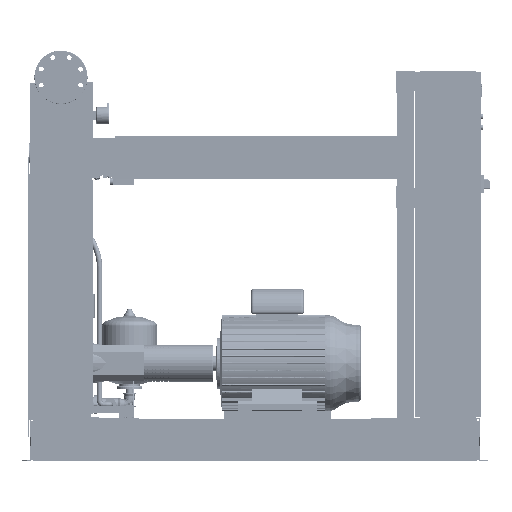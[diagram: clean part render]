
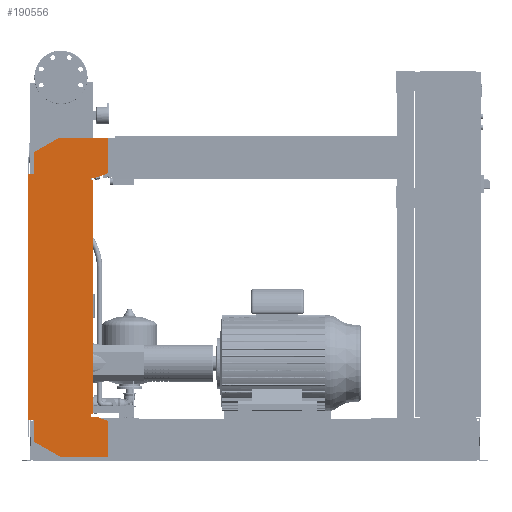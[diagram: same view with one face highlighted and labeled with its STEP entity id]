
A CAD part, front view. The second image highlights one B-rep face of the part: STEP entity #190556.
In plain terms, the highlighted free-form (B-spline) face has degree [1, 1] with [2, 2] control points.
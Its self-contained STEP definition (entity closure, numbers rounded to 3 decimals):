
#190041=CARTESIAN_POINT('',(-102.0,-565.5,1076.0));
#190042=VERTEX_POINT('',#190041);
#190049=CARTESIAN_POINT('',(-102.0,-565.5,1158.574));
#190050=VERTEX_POINT('',#190049);
#190051=CARTESIAN_POINT('',(-102.0,-565.5,1076.0));
#190052=DIRECTION('',(0.0,0.0,1.0));
#190053=VECTOR('',#190052,82.574);
#190054=LINE('',#190051,#190053);
#190055=EDGE_CURVE('',#190042,#190050,#190054,.T.);
#190073=CARTESIAN_POINT('',(-6.,-565.5,1214.0));
#190074=VERTEX_POINT('',#190073);
#190075=CARTESIAN_POINT('',(-102.0,-565.5,1158.574));
#190076=DIRECTION('',(0.866,0.0,0.5));
#190077=VECTOR('',#190076,110.851);
#190078=LINE('',#190075,#190077);
#190079=EDGE_CURVE('',#190050,#190074,#190078,.T.);
#190097=CARTESIAN_POINT('',(177.0,-565.5,1214.0));
#190098=VERTEX_POINT('',#190097);
#190099=CARTESIAN_POINT('',(-6.,-565.5,1214.0));
#190100=DIRECTION('',(1.0,0.0,0.0));
#190101=VECTOR('',#190100,183.0);
#190102=LINE('',#190099,#190101);
#190103=EDGE_CURVE('',#190074,#190098,#190102,.T.);
#190121=CARTESIAN_POINT('',(177.0,-565.5,1080.379));
#190122=VERTEX_POINT('',#190121);
#190123=CARTESIAN_POINT('',(177.0,-565.5,1214.0));
#190124=DIRECTION('',(0.0,0.0,-1.0));
#190125=VECTOR('',#190124,133.621);
#190126=LINE('',#190123,#190125);
#190127=EDGE_CURVE('',#190098,#190122,#190126,.T.);
#190145=CARTESIAN_POINT('',(132.,-565.5,1064.0));
#190146=VERTEX_POINT('',#190145);
#190147=CARTESIAN_POINT('',(177.0,-565.5,1080.379));
#190148=DIRECTION('',(-0.94,0.0,-0.342));
#190149=VECTOR('',#190148,47.888);
#190150=LINE('',#190147,#190149);
#190151=EDGE_CURVE('',#190122,#190146,#190150,.T.);
#190169=CARTESIAN_POINT('',(112.0,-565.5,1064.0));
#190170=VERTEX_POINT('',#190169);
#190171=CARTESIAN_POINT('',(132.,-565.5,1064.0));
#190172=DIRECTION('',(-1.0,0.0,0.0));
#190173=VECTOR('',#190172,20.);
#190174=LINE('',#190171,#190173);
#190175=EDGE_CURVE('',#190146,#190170,#190174,.T.);
#190193=CARTESIAN_POINT('',(112.0,-565.5,1056.0));
#190194=VERTEX_POINT('',#190193);
#190195=CARTESIAN_POINT('',(112.0,-565.5,1064.0));
#190196=DIRECTION('',(0.0,0.0,-1.0));
#190197=VECTOR('',#190196,8.0);
#190198=LINE('',#190195,#190197);
#190199=EDGE_CURVE('',#190170,#190194,#190198,.T.);
#190217=CARTESIAN_POINT('',(120.,-565.5,1056.0));
#190218=VERTEX_POINT('',#190217);
#190219=CARTESIAN_POINT('',(112.0,-565.5,1056.0));
#190220=DIRECTION('',(1.0,0.0,0.0));
#190221=VECTOR('',#190220,8.);
#190222=LINE('',#190219,#190221);
#190223=EDGE_CURVE('',#190194,#190218,#190222,.T.);
#190241=CARTESIAN_POINT('',(120.,-565.5,176.));
#190242=VERTEX_POINT('',#190241);
#190253=CARTESIAN_POINT('',(120.,-565.5,1056.0));
#190254=DIRECTION('',(0.0,0.0,-1.0));
#190255=VECTOR('',#190254,880.);
#190256=LINE('',#190253,#190255);
#190257=EDGE_CURVE('',#190218,#190242,#190256,.T.);
#190271=CARTESIAN_POINT('',(112.,-565.5,176.));
#190272=VERTEX_POINT('',#190271);
#190273=CARTESIAN_POINT('',(120.,-565.5,176.));
#190274=DIRECTION('',(-1.0,0.0,0.0));
#190275=VECTOR('',#190274,8.);
#190276=LINE('',#190273,#190275);
#190277=EDGE_CURVE('',#190242,#190272,#190276,.T.);
#190295=CARTESIAN_POINT('',(112.,-565.5,168.));
#190296=VERTEX_POINT('',#190295);
#190297=CARTESIAN_POINT('',(112.,-565.5,176.));
#190298=DIRECTION('',(0.0,0.0,-1.0));
#190299=VECTOR('',#190298,8.0);
#190300=LINE('',#190297,#190299);
#190301=EDGE_CURVE('',#190272,#190296,#190300,.T.);
#190319=CARTESIAN_POINT('',(132.,-565.5,168.));
#190320=VERTEX_POINT('',#190319);
#190321=CARTESIAN_POINT('',(112.,-565.5,168.));
#190322=DIRECTION('',(1.0,0.0,0.0));
#190323=VECTOR('',#190322,20.0);
#190324=LINE('',#190321,#190323);
#190325=EDGE_CURVE('',#190296,#190320,#190324,.T.);
#190343=CARTESIAN_POINT('',(177.,-565.5,151.621));
#190344=VERTEX_POINT('',#190343);
#190345=CARTESIAN_POINT('',(132.,-565.5,168.));
#190346=DIRECTION('',(0.94,0.0,-0.342));
#190347=VECTOR('',#190346,47.888);
#190348=LINE('',#190345,#190347);
#190349=EDGE_CURVE('',#190320,#190344,#190348,.T.);
#190367=CARTESIAN_POINT('',(177.,-565.5,18.0));
#190368=VERTEX_POINT('',#190367);
#190369=CARTESIAN_POINT('',(177.,-565.5,151.621));
#190370=DIRECTION('',(0.0,0.0,-1.0));
#190371=VECTOR('',#190370,133.621);
#190372=LINE('',#190369,#190371);
#190373=EDGE_CURVE('',#190344,#190368,#190372,.T.);
#190391=CARTESIAN_POINT('',(-4.,-565.5,18.0));
#190392=VERTEX_POINT('',#190391);
#190393=CARTESIAN_POINT('',(177.,-565.5,18.0));
#190394=DIRECTION('',(-1.0,0.0,0.0));
#190395=VECTOR('',#190394,181.);
#190396=LINE('',#190393,#190395);
#190397=EDGE_CURVE('',#190368,#190392,#190396,.T.);
#190415=CARTESIAN_POINT('',(-102.,-565.5,74.58));
#190416=VERTEX_POINT('',#190415);
#190417=CARTESIAN_POINT('',(-4.,-565.5,18.0));
#190418=DIRECTION('',(-0.866,0.0,0.5));
#190419=VECTOR('',#190418,113.161);
#190420=LINE('',#190417,#190419);
#190421=EDGE_CURVE('',#190392,#190416,#190420,.T.);
#190439=CARTESIAN_POINT('',(-102.,-565.5,156.0));
#190440=VERTEX_POINT('',#190439);
#190441=CARTESIAN_POINT('',(-102.,-565.5,74.58));
#190442=DIRECTION('',(0.0,0.0,1.0));
#190443=VECTOR('',#190442,81.42);
#190444=LINE('',#190441,#190443);
#190445=EDGE_CURVE('',#190416,#190440,#190444,.T.);
#190463=CARTESIAN_POINT('',(-122.,-565.5,156.0));
#190464=VERTEX_POINT('',#190463);
#190465=CARTESIAN_POINT('',(-102.,-565.5,156.0));
#190466=DIRECTION('',(-1.0,0.0,0.0));
#190467=VECTOR('',#190466,20.0);
#190468=LINE('',#190465,#190467);
#190469=EDGE_CURVE('',#190440,#190464,#190468,.T.);
#190487=CARTESIAN_POINT('',(-122.0,-565.5,1076.0));
#190488=VERTEX_POINT('',#190487);
#190501=CARTESIAN_POINT('',(-122.,-565.5,156.0));
#190502=DIRECTION('',(0.0,0.0,1.0));
#190503=VECTOR('',#190502,920.0);
#190504=LINE('',#190501,#190503);
#190505=EDGE_CURVE('',#190464,#190488,#190504,.T.);
#190519=CARTESIAN_POINT('',(-122.0,-565.5,1076.0));
#190520=DIRECTION('',(1.0,0.0,0.0));
#190521=VECTOR('',#190520,20.0);
#190522=LINE('',#190519,#190521);
#190523=EDGE_CURVE('',#190488,#190042,#190522,.T.);
#190529=CARTESIAN_POINT('',(-122.,-565.5,18.0));
#190530=CARTESIAN_POINT('',(177.0,-565.5,18.0));
#190531=CARTESIAN_POINT('',(-122.,-565.5,1214.0));
#190532=CARTESIAN_POINT('',(177.0,-565.5,1214.0));
#190533=B_SPLINE_SURFACE_WITH_KNOTS('',1,1,((#190529,#190531),(#190530,#190532)),.UNSPECIFIED.,.F.,.F.,.U.,(2,2),(2,2),(0.0,299.),(0.0,1196.0),.UNSPECIFIED.);
#190534=ORIENTED_EDGE('',*,*,#190523,.F.);
#190535=ORIENTED_EDGE('',*,*,#190505,.F.);
#190536=ORIENTED_EDGE('',*,*,#190469,.F.);
#190537=ORIENTED_EDGE('',*,*,#190445,.F.);
#190538=ORIENTED_EDGE('',*,*,#190421,.F.);
#190539=ORIENTED_EDGE('',*,*,#190397,.F.);
#190540=ORIENTED_EDGE('',*,*,#190373,.F.);
#190541=ORIENTED_EDGE('',*,*,#190349,.F.);
#190542=ORIENTED_EDGE('',*,*,#190325,.F.);
#190543=ORIENTED_EDGE('',*,*,#190301,.F.);
#190544=ORIENTED_EDGE('',*,*,#190277,.F.);
#190545=ORIENTED_EDGE('',*,*,#190257,.F.);
#190546=ORIENTED_EDGE('',*,*,#190223,.F.);
#190547=ORIENTED_EDGE('',*,*,#190199,.F.);
#190548=ORIENTED_EDGE('',*,*,#190175,.F.);
#190549=ORIENTED_EDGE('',*,*,#190151,.F.);
#190550=ORIENTED_EDGE('',*,*,#190127,.F.);
#190551=ORIENTED_EDGE('',*,*,#190103,.F.);
#190552=ORIENTED_EDGE('',*,*,#190079,.F.);
#190553=ORIENTED_EDGE('',*,*,#190055,.F.);
#190554=EDGE_LOOP('',(#190534,#190535,#190536,#190537,#190538,#190539,#190540,#190541,#190542,#190543,#190544,#190545,#190546,#190547,#190548,#190549,#190550,#190551,#190552,#190553));
#190555=FACE_OUTER_BOUND('',#190554,.T.);
#190556=ADVANCED_FACE('',(#190555),#190533,.T.);
